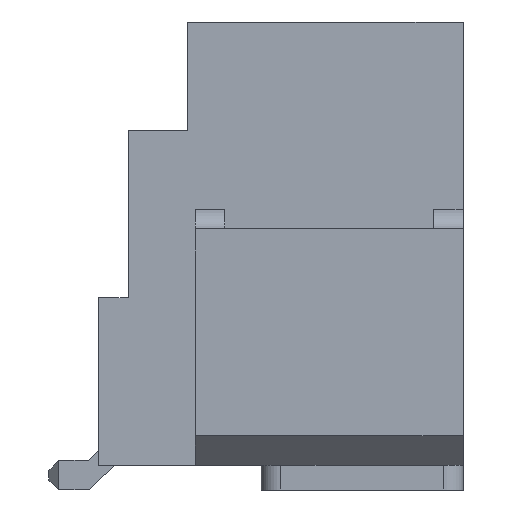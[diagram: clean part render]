
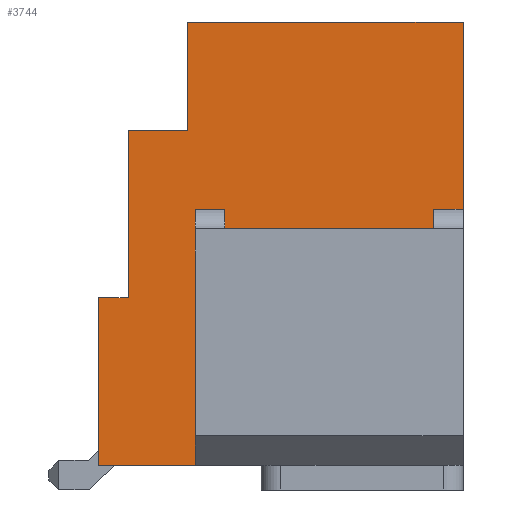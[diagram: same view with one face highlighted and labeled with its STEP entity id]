
A CAD part, left-side view. The second image highlights one B-rep face of the part: STEP entity #3744.
In plain terms, the highlighted face is planar.
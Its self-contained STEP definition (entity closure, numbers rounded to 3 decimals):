
#940=ORIENTED_EDGE('',*,*,#1617,.T.);
#941=ORIENTED_EDGE('',*,*,#1349,.T.);
#942=ORIENTED_EDGE('',*,*,#1624,.F.);
#943=ORIENTED_EDGE('',*,*,#1625,.F.);
#944=ORIENTED_EDGE('',*,*,#1532,.F.);
#945=ORIENTED_EDGE('',*,*,#1536,.F.);
#946=ORIENTED_EDGE('',*,*,#1538,.F.);
#947=ORIENTED_EDGE('',*,*,#1541,.F.);
#948=ORIENTED_EDGE('',*,*,#1626,.F.);
#949=ORIENTED_EDGE('',*,*,#1627,.F.);
#950=ORIENTED_EDGE('',*,*,#1623,.T.);
#951=ORIENTED_EDGE('',*,*,#1361,.T.);
#952=ORIENTED_EDGE('',*,*,#1613,.F.);
#953=ORIENTED_EDGE('',*,*,#1607,.T.);
#1349=EDGE_CURVE('',#1804,#1807,#2193,.T.);
#1361=EDGE_CURVE('',#1816,#1819,#2199,.T.);
#1532=EDGE_CURVE('',#1939,#1937,#2370,.T.);
#1536=EDGE_CURVE('',#1941,#1939,#2374,.T.);
#1538=EDGE_CURVE('',#1943,#1941,#2376,.T.);
#1541=EDGE_CURVE('',#1945,#1943,#2379,.T.);
#1607=EDGE_CURVE('',#1983,#1984,#2445,.T.);
#1613=EDGE_CURVE('',#1983,#1819,#2451,.T.);
#1617=EDGE_CURVE('',#1984,#1804,#2455,.T.);
#1623=EDGE_CURVE('',#1991,#1816,#2461,.T.);
#1624=EDGE_CURVE('',#1992,#1807,#2462,.T.);
#1625=EDGE_CURVE('',#1937,#1992,#2463,.T.);
#1626=EDGE_CURVE('',#1993,#1945,#2464,.T.);
#1627=EDGE_CURVE('',#1991,#1993,#2465,.T.);
#1804=VERTEX_POINT('',#5454);
#1807=VERTEX_POINT('',#5459);
#1816=VERTEX_POINT('',#5481);
#1819=VERTEX_POINT('',#5486);
#1937=VERTEX_POINT('',#5826);
#1939=VERTEX_POINT('',#5830);
#1941=VERTEX_POINT('',#5837);
#1943=VERTEX_POINT('',#5842);
#1945=VERTEX_POINT('',#5848);
#1983=VERTEX_POINT('',#5980);
#1984=VERTEX_POINT('',#5981);
#1991=VERTEX_POINT('',#6007);
#1992=VERTEX_POINT('',#6012);
#1993=VERTEX_POINT('',#6015);
#2193=LINE('',#5460,#2689);
#2199=LINE('',#5487,#2695);
#2370=LINE('',#5831,#2866);
#2374=LINE('',#5838,#2870);
#2376=LINE('',#5843,#2872);
#2379=LINE('',#5849,#2875);
#2445=LINE('',#5979,#2941);
#2451=LINE('',#5991,#2947);
#2455=LINE('',#5998,#2951);
#2461=LINE('',#6009,#2957);
#2462=LINE('',#6011,#2958);
#2463=LINE('',#6013,#2959);
#2464=LINE('',#6014,#2960);
#2465=LINE('',#6016,#2961);
#2689=VECTOR('',#4462,1000.);
#2695=VECTOR('',#4486,1000.);
#2866=VECTOR('',#4763,1000.);
#2870=VECTOR('',#4769,1000.);
#2872=VECTOR('',#4773,1000.);
#2875=VECTOR('',#4778,1000.);
#2941=VECTOR('',#4898,1000.);
#2947=VECTOR('',#4906,1000.);
#2951=VECTOR('',#4914,1000.);
#2957=VECTOR('',#4924,1000.);
#2958=VECTOR('',#4927,1000.);
#2959=VECTOR('',#4928,1000.);
#2960=VECTOR('',#4929,1000.);
#2961=VECTOR('',#4930,1000.);
#3168=EDGE_LOOP('',(#940,#941,#942,#943,#944,#945,#946,#947,#948,#949,#950,
#951,#952,#953));
#3368=FACE_BOUND('',#3168,.T.);
#3548=PLANE('',#4024);
#3744=ADVANCED_FACE('',(#3368),#3548,.F.);
#4024=AXIS2_PLACEMENT_3D('',#6010,#4925,#4926);
#4462=DIRECTION('',(0.,1.,0.));
#4486=DIRECTION('',(0.,1.,0.));
#4763=DIRECTION('',(0.,0.,1.));
#4769=DIRECTION('',(0.,1.,0.));
#4773=DIRECTION('',(0.,0.,1.));
#4778=DIRECTION('',(0.,1.,0.));
#4898=DIRECTION('',(0.,1.,0.));
#4906=DIRECTION('',(0.,0.,1.));
#4914=DIRECTION('',(0.,0.,1.));
#4924=DIRECTION('',(0.,0.,1.));
#4925=DIRECTION('',(-1.,0.,0.));
#4926=DIRECTION('',(0.,0.,1.));
#4927=DIRECTION('',(0.,0.,-1.));
#4928=DIRECTION('',(0.,1.,0.));
#4929=DIRECTION('',(0.,0.,1.));
#4930=DIRECTION('',(0.,-1.,0.));
#5454=CARTESIAN_POINT('',(2.125,1.55,0.35));
#5459=CARTESIAN_POINT('',(2.125,1.85,0.35));
#5460=CARTESIAN_POINT('',(2.125,0.,0.35));
#5481=CARTESIAN_POINT('',(2.125,-0.87,0.35));
#5486=CARTESIAN_POINT('',(2.125,-0.57,0.35));
#5487=CARTESIAN_POINT('',(2.125,0.,0.35));
#5826=CARTESIAN_POINT('',(2.125,-0.95,2.25));
#5830=CARTESIAN_POINT('',(2.125,-0.95,1.15));
#5831=CARTESIAN_POINT('',(2.125,-0.95,1.15));
#5837=CARTESIAN_POINT('',(2.125,-1.55,1.15));
#5838=CARTESIAN_POINT('',(2.125,-1.55,1.15));
#5842=CARTESIAN_POINT('',(2.125,-1.55,-0.55));
#5843=CARTESIAN_POINT('',(2.125,-1.55,-0.55));
#5848=CARTESIAN_POINT('',(2.125,-1.85,-0.55));
#5849=CARTESIAN_POINT('',(2.125,-1.85,-0.55));
#5979=CARTESIAN_POINT('',(2.125,-0.57,-0.15));
#5980=CARTESIAN_POINT('',(2.125,-0.57,-0.15));
#5981=CARTESIAN_POINT('',(2.125,1.55,-0.15));
#5991=CARTESIAN_POINT('',(2.125,-0.57,-0.15));
#5998=CARTESIAN_POINT('',(2.125,1.55,-0.15));
#6007=CARTESIAN_POINT('',(2.125,-0.87,-2.25));
#6009=CARTESIAN_POINT('',(2.125,-0.87,-2.25));
#6010=CARTESIAN_POINT('',(2.125,0.,0.));
#6011=CARTESIAN_POINT('',(2.125,1.85,2.25));
#6012=CARTESIAN_POINT('',(2.125,1.85,2.25));
#6013=CARTESIAN_POINT('',(2.125,-1.85,2.25));
#6014=CARTESIAN_POINT('',(2.125,-1.85,-2.25));
#6015=CARTESIAN_POINT('',(2.125,-1.85,-2.25));
#6016=CARTESIAN_POINT('',(2.125,1.85,-2.25));
